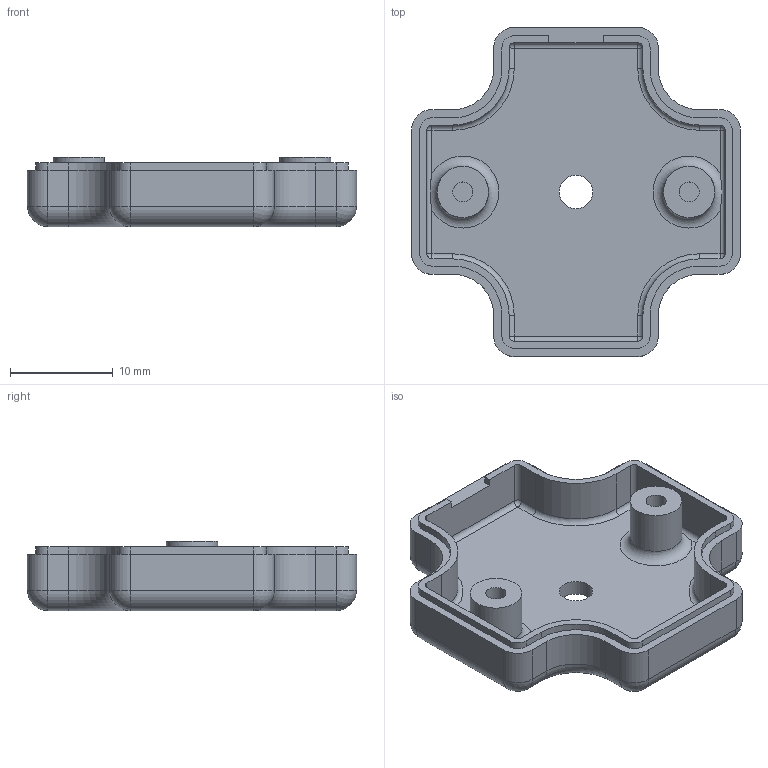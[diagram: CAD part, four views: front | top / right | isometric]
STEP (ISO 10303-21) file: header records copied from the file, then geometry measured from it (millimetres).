
FILE_DESCRIPTION(/* description */ (''),/* implementation_level */ '2;1');
FILE_NAME(/* name */ '45-0122.stp',/* time_stamp */ '2016-05-06T07:58:07-04:00',/* author */ ('Justin'),/* organization */ (''),/* preprocessor_version */ 'ST-DEVELOPER v15.6',/* originating_system */ 'Autodesk Inventor 2015',/* authorisation */ '');
FILE_SCHEMA (('CONFIG_CONTROL_DESIGN'));
Length unit declared in the file: millimetre
Products named in the file (1): 45-0122
Bounding box: 32 x 32 x 6.75 mm (x, y, z)
Volume: 1949.1 mm3; surface area: 2833.8 mm2
Topology: 1 solids, 1 shells, 138 faces, 333 edges, 200 vertices
Faces by surface type: cylinder 65, plane 47, sphere 16, torus 10
Full cylindrical faces by diameter (mm): 1.95 x2, 3.25 x1, 5 x2
Entity records: 3994 total; most frequent: DIRECTION 740, CARTESIAN_POINT 695, ORIENTED_EDGE 648, EDGE_CURVE 324, AXIS2_PLACEMENT_3D 279, VERTEX_POINT 198, LINE 182, VECTOR 182
